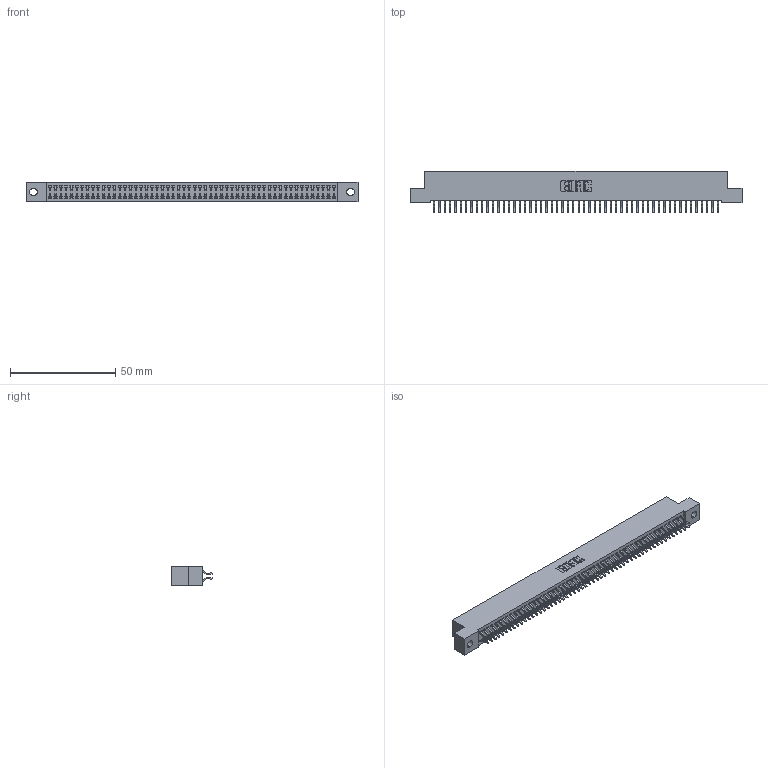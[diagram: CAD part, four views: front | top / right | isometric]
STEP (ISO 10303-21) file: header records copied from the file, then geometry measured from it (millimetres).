
FILE_DESCRIPTION (( 'STEP AP203' ), '1' );
FILE_NAME ('392-108-556-202.STEP', '2019-10-09T23:20:38', ( '' ), ( '' ), 'SwSTEP 2.0', 'SolidWorks 2016', '' );
FILE_SCHEMA (( 'CONFIG_CONTROL_DESIGN' ));
Length unit declared in the file: inch
Products named in the file (3): 345-292-001_556 Tail; 392-108-556-202; 342 Part_.128 Slot
Assembly tree (109 placements, depth 2):
  392-108-556-202
    342 Part_.128 Slot
    345-292-001_556 Tail  x108
Bounding box: 157.48 x 19.58 x 9.4 mm (x, y, z)
Volume: 14151.5 mm3; surface area: 22985.5 mm2
Topology: 109 solids, 109 shells, 6378 faces, 18995 edges, 12518 vertices
Faces by surface type: plane 4390, cylinder 1988
Entity records: 33411 total; most frequent: CARTESIAN_POINT 5538, ORIENTED_EDGE 5462, DIRECTION 4699, EDGE_CURVE 2731, LINE 2595, VECTOR 2595, VERTEX_POINT 1818, AXIS2_PLACEMENT_3D 1052
